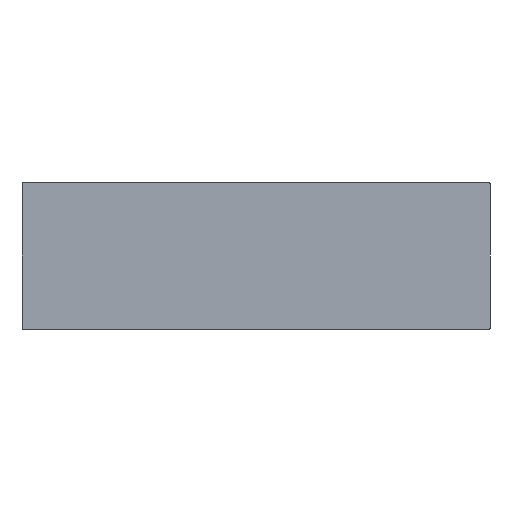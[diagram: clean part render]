
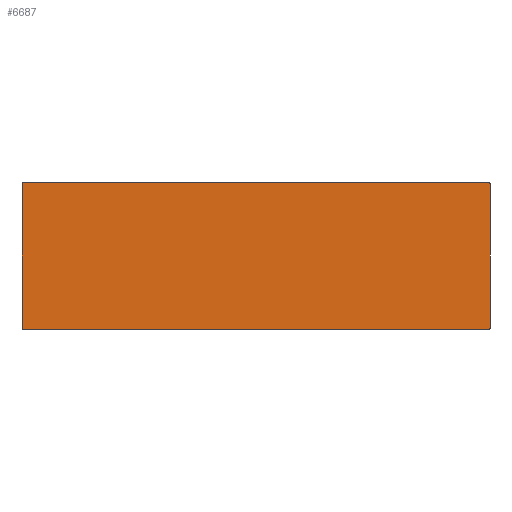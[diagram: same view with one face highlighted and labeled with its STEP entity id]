
A CAD part, front view. The second image highlights one B-rep face of the part: STEP entity #6687.
In plain terms, the highlighted planar face has unit normal (0, -1, 0).
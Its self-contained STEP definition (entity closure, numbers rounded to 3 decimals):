
#6468=CARTESIAN_POINT('',(1595.,-2.,-495.));
#6469=DIRECTION('',(0.,-1.,0.));
#6470=DIRECTION('',(0.,0.,-1.));
#6471=AXIS2_PLACEMENT_3D('',#6468,#6469,#6470);
#6473=DIRECTION('',(1.,0.,0.));
#6474=VECTOR('',#6473,3190.);
#6475=CARTESIAN_POINT('',(-1595.,-2.,-500.));
#6476=LINE('',#6475,#6474);
#6477=CARTESIAN_POINT('',(-1595.,-2.,-495.));
#6478=DIRECTION('',(0.,-1.,0.));
#6479=DIRECTION('',(-1.,0.,0.));
#6480=AXIS2_PLACEMENT_3D('',#6477,#6478,#6479);
#6482=DIRECTION('',(0.,0.,-1.));
#6483=VECTOR('',#6482,990.);
#6484=CARTESIAN_POINT('',(-1600.,-2.,495.));
#6485=LINE('',#6484,#6483);
#6486=CARTESIAN_POINT('',(-1595.,-2.,495.));
#6487=DIRECTION('',(0.,-1.,0.));
#6488=DIRECTION('',(0.,0.,1.));
#6489=AXIS2_PLACEMENT_3D('',#6486,#6487,#6488);
#6491=DIRECTION('',(-1.,0.,0.));
#6492=VECTOR('',#6491,3190.);
#6493=CARTESIAN_POINT('',(1595.,-2.,500.));
#6494=LINE('',#6493,#6492);
#6495=CARTESIAN_POINT('',(1595.,-2.,495.));
#6496=DIRECTION('',(0.,-1.,0.));
#6497=DIRECTION('',(1.,0.,0.));
#6498=AXIS2_PLACEMENT_3D('',#6495,#6496,#6497);
#6500=DIRECTION('',(0.,0.,1.));
#6501=VECTOR('',#6500,990.);
#6502=CARTESIAN_POINT('',(1600.,-2.,-495.));
#6503=LINE('',#6502,#6501);
#6520=CARTESIAN_POINT('',(1595.,-2.,-500.));
#6521=CARTESIAN_POINT('',(1600.,-2.,-495.));
#6522=VERTEX_POINT('',#6520);
#6523=VERTEX_POINT('',#6521);
#6524=CARTESIAN_POINT('',(1600.,-2.,495.));
#6525=VERTEX_POINT('',#6524);
#6526=CARTESIAN_POINT('',(1595.,-2.,500.));
#6527=VERTEX_POINT('',#6526);
#6528=CARTESIAN_POINT('',(-1595.,-2.,500.));
#6529=VERTEX_POINT('',#6528);
#6530=CARTESIAN_POINT('',(-1600.,-2.,495.));
#6531=VERTEX_POINT('',#6530);
#6532=CARTESIAN_POINT('',(-1600.,-2.,-495.));
#6533=VERTEX_POINT('',#6532);
#6534=CARTESIAN_POINT('',(-1595.,-2.,-500.));
#6535=VERTEX_POINT('',#6534);
#6672=CARTESIAN_POINT('',(0.,-2.,0.));
#6673=DIRECTION('',(0.,-1.,0.));
#6674=DIRECTION('',(1.,0.,0.));
#6675=AXIS2_PLACEMENT_3D('',#6672,#6673,#6674);
#6676=PLANE('',#6675);
#6677=ORIENTED_EDGE('',*,*,#6568,.F.);
#6678=ORIENTED_EDGE('',*,*,#6583,.F.);
#6679=ORIENTED_EDGE('',*,*,#6597,.F.);
#6680=ORIENTED_EDGE('',*,*,#6611,.F.);
#6681=ORIENTED_EDGE('',*,*,#6625,.F.);
#6682=ORIENTED_EDGE('',*,*,#6639,.F.);
#6683=ORIENTED_EDGE('',*,*,#6653,.F.);
#6684=ORIENTED_EDGE('',*,*,#6666,.F.);
#6685=EDGE_LOOP('',(#6677,#6678,#6679,#6680,#6681,#6682,#6683,#6684));
#6686=FACE_OUTER_BOUND('',#6685,.F.);
#6687=ADVANCED_FACE('',(#6686),#6676,.T.);
#6472=CIRCLE('',#6471,5.);
#6481=CIRCLE('',#6480,5.);
#6490=CIRCLE('',#6489,5.);
#6499=CIRCLE('',#6498,5.);
#6568=EDGE_CURVE('',#6522,#6523,#6472,.T.);
#6583=EDGE_CURVE('',#6535,#6522,#6476,.T.);
#6597=EDGE_CURVE('',#6533,#6535,#6481,.T.);
#6611=EDGE_CURVE('',#6531,#6533,#6485,.T.);
#6625=EDGE_CURVE('',#6529,#6531,#6490,.T.);
#6639=EDGE_CURVE('',#6527,#6529,#6494,.T.);
#6653=EDGE_CURVE('',#6525,#6527,#6499,.T.);
#6666=EDGE_CURVE('',#6523,#6525,#6503,.T.);
